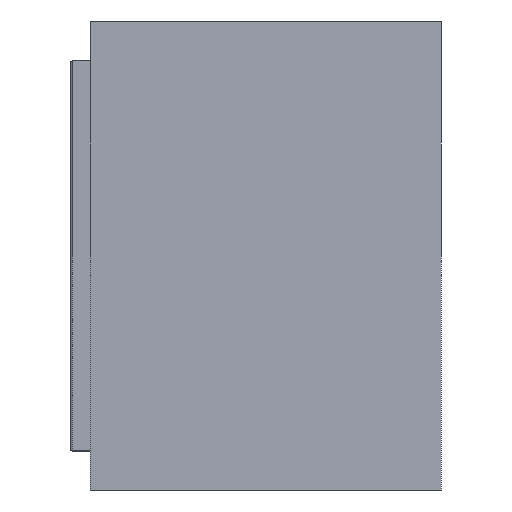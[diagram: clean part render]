
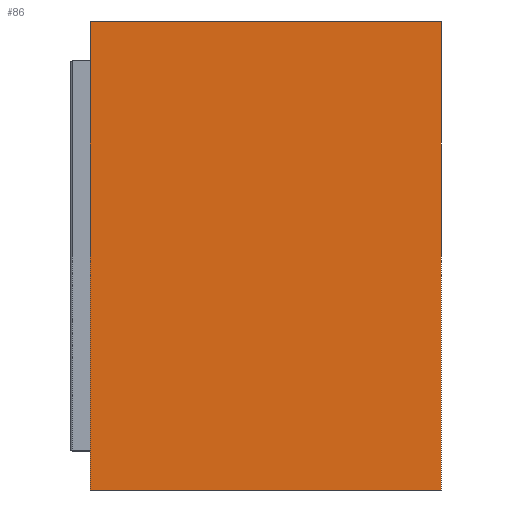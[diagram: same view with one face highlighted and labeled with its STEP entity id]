
A CAD part, left-side view. The second image highlights one B-rep face of the part: STEP entity #86.
In plain terms, the highlighted planar face has unit normal (-1, 0, 0).
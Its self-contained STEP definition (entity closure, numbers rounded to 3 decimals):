
#86=ADVANCED_FACE('',(#125),#594,.T.);
#125=FACE_OUTER_BOUND('',#164,.T.);
#164=EDGE_LOOP('',(#273,#274,#275,#276));
#273=ORIENTED_EDGE('',*,*,#397,.F.);
#274=ORIENTED_EDGE('',*,*,#398,.F.);
#275=ORIENTED_EDGE('',*,*,#399,.F.);
#276=ORIENTED_EDGE('',*,*,#396,.F.);
#396=EDGE_CURVE('',#546,#547,#480,.T.);
#397=EDGE_CURVE('',#548,#546,#481,.T.);
#398=EDGE_CURVE('',#549,#548,#482,.T.);
#399=EDGE_CURVE('',#547,#549,#483,.T.);
#480=B_SPLINE_CURVE_WITH_KNOTS('',1,(#1006,#1007),.UNSPECIFIED.,.F.,.F.,
(2,2),(-0.6,0.),.UNSPECIFIED.);
#481=B_SPLINE_CURVE_WITH_KNOTS('',1,(#1008,#1009),.UNSPECIFIED.,.F.,.F.,
(2,2),(-0.45,0.),.UNSPECIFIED.);
#482=B_SPLINE_CURVE_WITH_KNOTS('',1,(#1010,#1011),.UNSPECIFIED.,.F.,.F.,
(2,2),(-0.6,0.),.UNSPECIFIED.);
#483=B_SPLINE_CURVE_WITH_KNOTS('',1,(#1012,#1013),.UNSPECIFIED.,.F.,.F.,
(2,2),(-0.45,0.),.UNSPECIFIED.);
#546=VERTEX_POINT('',#980);
#547=VERTEX_POINT('',#981);
#548=VERTEX_POINT('',#982);
#549=VERTEX_POINT('',#983);
#594=PLANE('',#720);
#720=AXIS2_PLACEMENT_3D('',#963,#777,$);
#777=DIRECTION('',(-1.,0.,0.));
#963=CARTESIAN_POINT('',(-0.5,-0.645,0.96));
#980=CARTESIAN_POINT('',(-0.5,0.,0.3));
#981=CARTESIAN_POINT('',(-0.5,0.,-0.3));
#982=CARTESIAN_POINT('',(-0.5,0.45,0.3));
#983=CARTESIAN_POINT('',(-0.5,0.45,-0.3));
#1006=CARTESIAN_POINT('',(-0.5,0.,0.3));
#1007=CARTESIAN_POINT('',(-0.5,0.,-0.3));
#1008=CARTESIAN_POINT('',(-0.5,0.45,0.3));
#1009=CARTESIAN_POINT('',(-0.5,0.,0.3));
#1010=CARTESIAN_POINT('',(-0.5,0.45,-0.3));
#1011=CARTESIAN_POINT('',(-0.5,0.45,0.3));
#1012=CARTESIAN_POINT('',(-0.5,0.,-0.3));
#1013=CARTESIAN_POINT('',(-0.5,0.45,-0.3));
